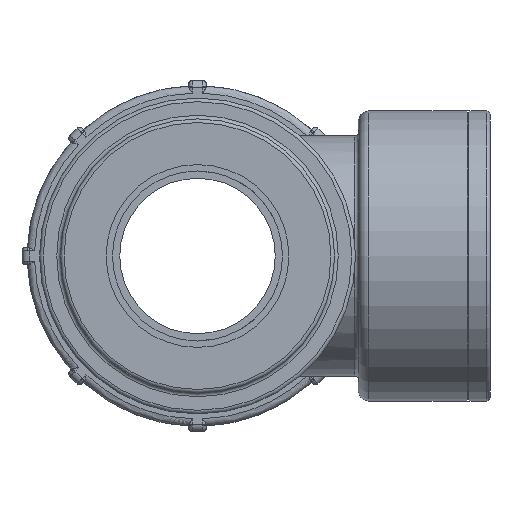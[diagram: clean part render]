
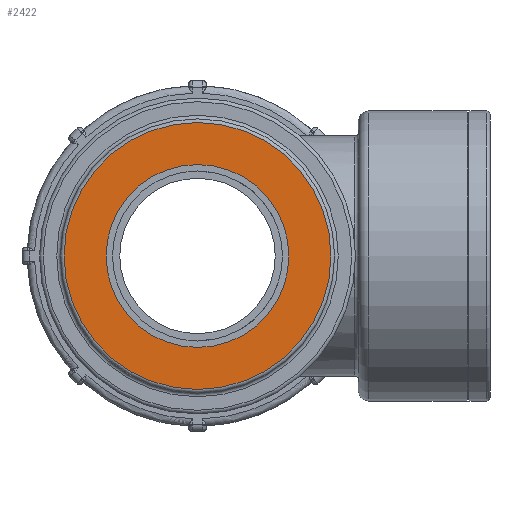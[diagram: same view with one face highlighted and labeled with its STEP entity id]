
A CAD part, left-side view. The second image highlights one B-rep face of the part: STEP entity #2422.
In plain terms, the highlighted planar face has unit normal (-1, 0, 0).
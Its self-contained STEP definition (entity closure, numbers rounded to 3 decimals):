
#52=FACE_BOUND('',#609,.T.);
#378=PLANE('',#2605);
#436=FACE_OUTER_BOUND('',#608,.T.);
#608=EDGE_LOOP('',(#1702));
#609=EDGE_LOOP('',(#1703));
#824=CIRCLE('',#2601,36.5);
#827=CIRCLE('',#2606,25.);
#1084=VERTEX_POINT('',#3892);
#1087=VERTEX_POINT('',#3900);
#1331=EDGE_CURVE('',#1084,#1084,#824,.T.);
#1334=EDGE_CURVE('',#1087,#1087,#827,.T.);
#1702=ORIENTED_EDGE('',*,*,#1331,.F.);
#1703=ORIENTED_EDGE('',*,*,#1334,.T.);
#2422=ADVANCED_FACE('',(#436,#52),#378,.T.);
#2601=AXIS2_PLACEMENT_3D('',#3893,#2953,#2954);
#2605=AXIS2_PLACEMENT_3D('',#3899,#2961,#2962);
#2606=AXIS2_PLACEMENT_3D('',#3901,#2963,#2964);
#2953=DIRECTION('center_axis',(1.,0.,0.));
#2954=DIRECTION('ref_axis',(0.,-1.,0.));
#2961=DIRECTION('center_axis',(-1.,0.,0.));
#2962=DIRECTION('ref_axis',(0.,0.,1.));
#2963=DIRECTION('center_axis',(1.,0.,0.));
#2964=DIRECTION('ref_axis',(0.,0.,-1.));
#3892=CARTESIAN_POINT('',(-88.825,36.5,0.));
#3893=CARTESIAN_POINT('Origin',(-88.825,0.,0.));
#3899=CARTESIAN_POINT('Origin',(-88.825,37.5,0.));
#3900=CARTESIAN_POINT('',(-88.825,25.,0.));
#3901=CARTESIAN_POINT('Origin',(-88.825,0.,0.));
